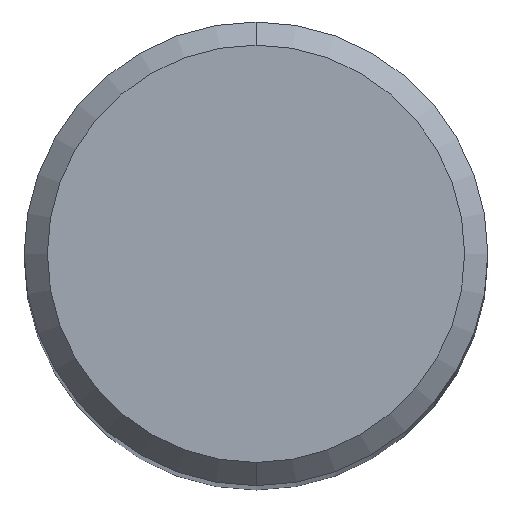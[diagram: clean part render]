
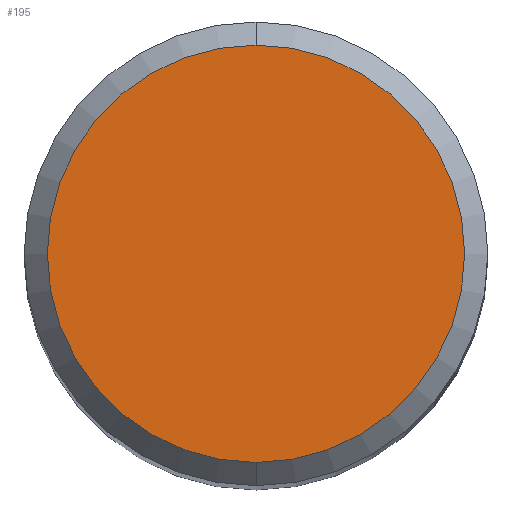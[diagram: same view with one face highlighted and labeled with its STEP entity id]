
A CAD part, top view. The second image highlights one B-rep face of the part: STEP entity #195.
In plain terms, the highlighted planar face has unit normal (0, 0, 1).
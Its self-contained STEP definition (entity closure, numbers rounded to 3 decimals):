
#179=VERTEX_POINT('',#486);
#195=ADVANCED_FACE('',(#502),#503,.T.);
#315=VERTEX_POINT('',#636);
#389=EDGE_CURVE('',#179,#315,#720,.T.);
#417=EDGE_CURVE('',#315,#179,#751,.T.);
#486=CARTESIAN_POINT('',(0.,-4.5,0.0));
#502=FACE_OUTER_BOUND('',#862,.T.);
#503=PLANE('',#863);
#636=CARTESIAN_POINT('',(0.0,4.5,0.0));
#720=CIRCLE('',#1307,4.5);
#751=CIRCLE('',#1372,4.5);
#862=EDGE_LOOP('',(#1487,#1488));
#863=AXIS2_PLACEMENT_3D('',#1489,#1490,#1491);
#1307=AXIS2_PLACEMENT_3D('',#1748,#1749,#1750);
#1372=AXIS2_PLACEMENT_3D('',#1783,#1784,#1785);
#1487=ORIENTED_EDGE('',*,*,#417,.F.);
#1488=ORIENTED_EDGE('',*,*,#389,.F.);
#1489=CARTESIAN_POINT('',(0.0,2.25,0.0));
#1490=DIRECTION('',(-0.0,0.0,1.0));
#1491=DIRECTION('',(0.0,-1.0,0.0));
#1748=CARTESIAN_POINT('',(0.0,0.0,0.0));
#1749=DIRECTION('',(0.0,0.0,-1.0));
#1750=DIRECTION('',(0.0,1.0,0.0));
#1783=CARTESIAN_POINT('',(0.0,0.0,0.0));
#1784=DIRECTION('',(0.0,0.0,-1.0));
#1785=DIRECTION('',(0.0,1.0,0.0));
